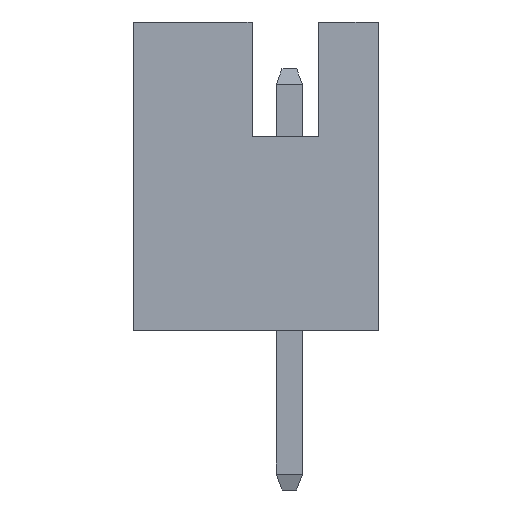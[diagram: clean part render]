
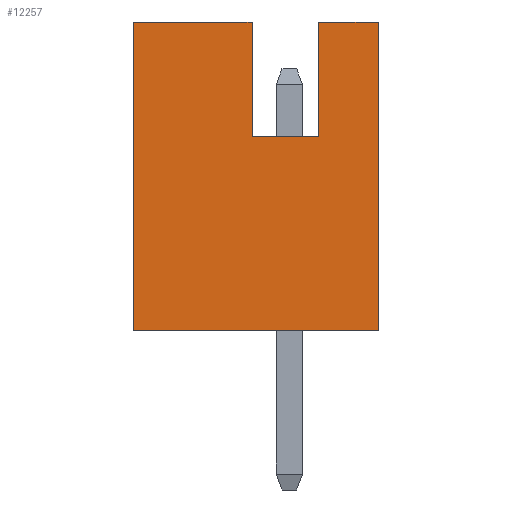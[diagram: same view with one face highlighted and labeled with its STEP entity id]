
A CAD part, left-side view. The second image highlights one B-rep face of the part: STEP entity #12257.
In plain terms, the highlighted planar face has unit normal (-1, 0, 0).
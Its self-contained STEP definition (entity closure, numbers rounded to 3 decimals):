
#759=ORIENTED_EDGE('',*,*,#3187,.T.);
#760=ORIENTED_EDGE('',*,*,#3188,.T.);
#761=ORIENTED_EDGE('',*,*,#3189,.T.);
#762=ORIENTED_EDGE('',*,*,#3052,.T.);
#763=ORIENTED_EDGE('',*,*,#2973,.F.);
#764=ORIENTED_EDGE('',*,*,#2896,.F.);
#765=ORIENTED_EDGE('',*,*,#2880,.T.);
#766=ORIENTED_EDGE('',*,*,#3190,.T.);
#2880=EDGE_CURVE('',#4142,#4141,#4932,.T.);
#2896=EDGE_CURVE('',#4142,#4154,#4948,.T.);
#2973=EDGE_CURVE('',#4154,#4227,#5025,.T.);
#3052=EDGE_CURVE('',#4252,#4227,#5104,.T.);
#3187=EDGE_CURVE('',#4387,#4388,#5239,.T.);
#3188=EDGE_CURVE('',#4388,#4389,#5240,.T.);
#3189=EDGE_CURVE('',#4389,#4252,#5241,.T.);
#3190=EDGE_CURVE('',#4141,#4387,#5242,.T.);
#4141=VERTEX_POINT('',#15248);
#4142=VERTEX_POINT('',#15250);
#4154=VERTEX_POINT('',#15281);
#4227=VERTEX_POINT('',#15435);
#4252=VERTEX_POINT('',#15495);
#4387=VERTEX_POINT('',#15850);
#4388=VERTEX_POINT('',#15851);
#4389=VERTEX_POINT('',#15853);
#4932=LINE('',#15249,#5930);
#4948=LINE('',#15280,#5946);
#5025=LINE('',#15434,#6023);
#5104=LINE('',#15590,#6102);
#5239=LINE('',#15849,#6237);
#5240=LINE('',#15852,#6238);
#5241=LINE('',#15854,#6239);
#5242=LINE('',#15855,#6240);
#5930=VECTOR('',#13266,1000.);
#5946=VECTOR('',#13288,1000.);
#6023=VECTOR('',#13373,1000.);
#6102=VECTOR('',#13462,1000.);
#6237=VECTOR('',#13669,1000.);
#6238=VECTOR('',#13670,1000.);
#6239=VECTOR('',#13671,1000.);
#6240=VECTOR('',#13672,1000.);
#6967=EDGE_LOOP('',(#759,#760,#761,#762,#763,#764,#765,#766));
#7523=FACE_BOUND('',#6967,.T.);
#8079=PLANE('',#12809);
#12257=ADVANCED_FACE('',(#7523),#8079,.T.);
#12809=AXIS2_PLACEMENT_3D('',#15848,#13667,#13668);
#13266=DIRECTION('',(0.,1.,0.));
#13288=DIRECTION('',(0.,0.,-1.));
#13373=DIRECTION('',(0.,1.,0.));
#13462=DIRECTION('',(0.,0.,-1.));
#13667=DIRECTION('',(-1.,0.,0.));
#13668=DIRECTION('',(0.,0.,1.));
#13669=DIRECTION('',(0.,1.,0.));
#13670=DIRECTION('',(0.,0.,1.));
#13671=DIRECTION('',(0.,1.,0.));
#13672=DIRECTION('',(0.,0.,-1.));
#15248=CARTESIAN_POINT('',(-13.93,-0.557,5.893));
#15249=CARTESIAN_POINT('',(-13.93,-1.7,5.893));
#15250=CARTESIAN_POINT('',(-13.93,-1.7,5.893));
#15280=CARTESIAN_POINT('',(-13.93,-1.7,1.88));
#15281=CARTESIAN_POINT('',(-13.93,-1.7,0.));
#15434=CARTESIAN_POINT('',(-13.93,-1.7,0.));
#15435=CARTESIAN_POINT('',(-13.93,2.974,0.));
#15495=CARTESIAN_POINT('',(-13.93,2.974,5.893));
#15590=CARTESIAN_POINT('',(-13.93,2.974,1.88));
#15848=CARTESIAN_POINT('',(-13.93,-1.7,1.88));
#15849=CARTESIAN_POINT('',(-13.93,-0.557,3.708));
#15850=CARTESIAN_POINT('',(-13.93,-0.557,3.708));
#15851=CARTESIAN_POINT('',(-13.93,0.713,3.708));
#15852=CARTESIAN_POINT('',(-13.93,0.713,3.708));
#15853=CARTESIAN_POINT('',(-13.93,0.713,5.893));
#15854=CARTESIAN_POINT('',(-13.93,-1.7,5.893));
#15855=CARTESIAN_POINT('',(-13.93,-0.557,5.893));
